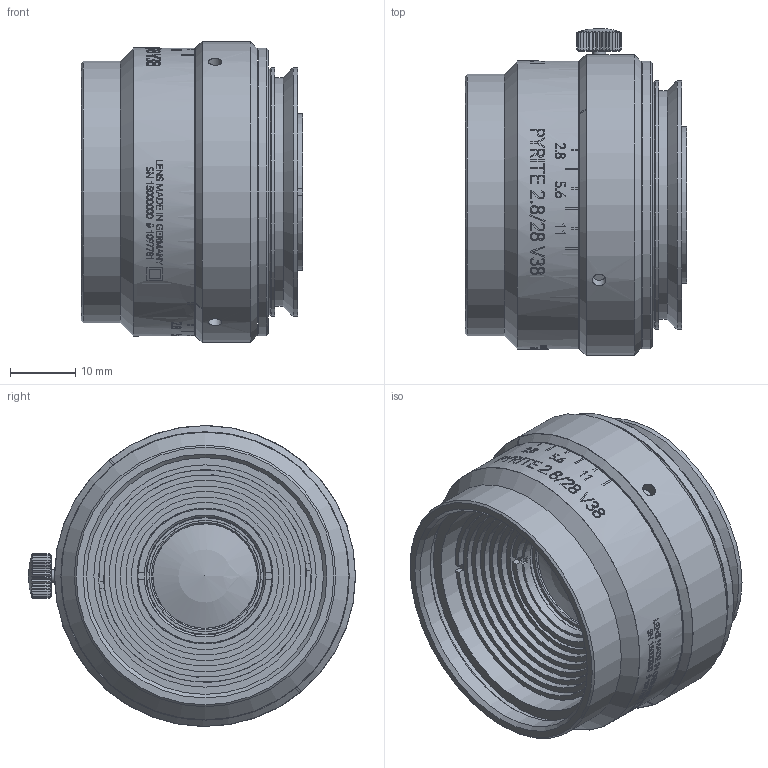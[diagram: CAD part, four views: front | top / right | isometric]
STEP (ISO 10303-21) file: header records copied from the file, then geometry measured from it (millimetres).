
FILE_DESCRIPTION(/* description */ (''),/* implementation_level */ '2;1');
FILE_NAME(/* name */ '1097781_00154992_002.stp',/* time_stamp */ '2021-11-09T07:44:53+01:00',/* author */ (''),/* organization */ (''),/* preprocessor_version */ 'ST-DEVELOPER v16',/* originating_system */ 'SIEMENS PLM Software NX 10.0',/* authorisation */ '');
FILE_SCHEMA (('AP203_CONFIGURATION_CONTROLLED_3D_DESIGN_OF_MECHANICAL_PARTS_AND_ASSEMBLIES_MIM_LF { 1 0 10303 403 2 1 2}'));
Length unit declared in the file: millimetre
Products named in the file (1): Froe55243C83ajxg
Bounding box: 33.9 x 50.02 x 46.04 mm (x, y, z)
Volume: 35554.1 mm3; surface area: 14857.4 mm2
Topology: 1 solids, 5 shells, 409 faces, 1377 edges, 1129 vertices
Faces by surface type: cylinder 187, plane 185, cone 30, torus 4, sphere 3
Full cylindrical faces by diameter (mm): 2 x1, 2.05 x3, 2.7 x3, 12.941 x1, 13 x1, 15.5 x1, 16 x1, 16.5 x1, 16.6 x2, 17 x1, 17.514 x1, 17.8 x1, 18.6 x1, 19.5 x1, 20 x1, 20.5 x1, 20.8 x1, 22.5 x1, 24 x1, 24.2 x1, 25.9 x1, 27.6 x1, 29.3 x1, 31 x1, 32.5 x1, 33 x1, 34 x1, 35 x1, 36.2 x1, 37.3 x1
Entity records: 17343 total; most frequent: CARTESIAN_POINT 6637, ORIENTED_EDGE 2513, DIRECTION 1502, EDGE_CURVE 1274, VERTEX_POINT 1100, B_SPLINE_CURVE_WITH_KNOTS 769, EDGE_LOOP 639, AXIS2_PLACEMENT_3D 625
